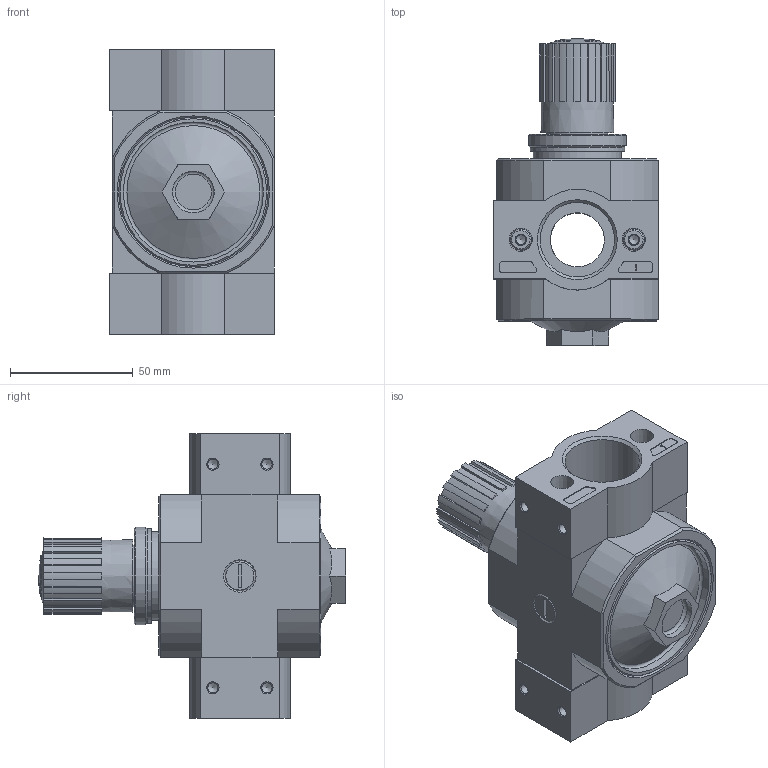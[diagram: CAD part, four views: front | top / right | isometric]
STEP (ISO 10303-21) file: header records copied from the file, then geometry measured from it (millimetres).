
FILE_DESCRIPTION(/* description */ ('STEP AP214'),/* implementation_level */ '2;1');
FILE_NAME(/* name */ '162597_LR-1-D-O-MAXI',/* time_stamp */ '2024-09-04T20:54:09+02:00',/* author */ ('License CC BY-ND 4.0'),/* organization */ ('CADENAS'),/* preprocessor_version */ 'ST-DEVELOPER v19.3',/* originating_system */ 'PARTsolutions',/* authorisation */ ' ');
FILE_SCHEMA (('AUTOMOTIVE_DESIGN {1 0 10303 214 3 1 1}'));
Length unit declared in the file: millimetre
Products named in the file (7): 162597 LR-1-D-O-MAXI-(0); 123594 LR-D-MAXI--(0); 398011 LRVS-D-MINI; 380315 PBL-1-D-MAXI-R---(0) p1; DIN-912 - M5x20(F); 380313 PBL-1-D-MAXI-L---(1) p1; 373846 LR-MIDI
Assembly tree (10 placements, depth 2):
  162597 LR-1-D-O-MAXI-(0)
    123594 LR-D-MAXI--(0)
    398011 LRVS-D-MINI
    380315 PBL-1-D-MAXI-R---(0) p1
    DIN-912 - M5x20(F)  x4
    380313 PBL-1-D-MAXI-L---(1) p1
    373846 LR-MIDI  x2
Bounding box: 67.1 x 125 x 116 mm (x, y, z)
Volume: 354204.3 mm3; surface area: 69715.7 mm2
Topology: 10 solids, 10 shells, 466 faces, 1095 edges, 686 vertices
Faces by surface type: plane 253, cylinder 99, cone 98, torus 11, sphere 5
Full cylindrical faces by diameter (mm): 4.134 x8, 5 x4, 6.3 x2, 8.5 x4, 9.6 x2, 11.2 x2, 11.445 x2, 13.157 x2, 17 x1, 22 x3, 24.9 x1, 26.9 x1, 30 x2, 30.291 x2, 34.16 x1, 34.376 x1, 36 x1, 38.5 x1, 39.8 x1, 57 x1
Entity records: 12111 total; most frequent: CARTESIAN_POINT 1983, DIRECTION 1854, ORIENTED_EDGE 1592, EDGE_CURVE 796, AXIS2_PLACEMENT_3D 742, VERTEX_POINT 575, FACE_BOUND 521, EDGE_LOOP 512
